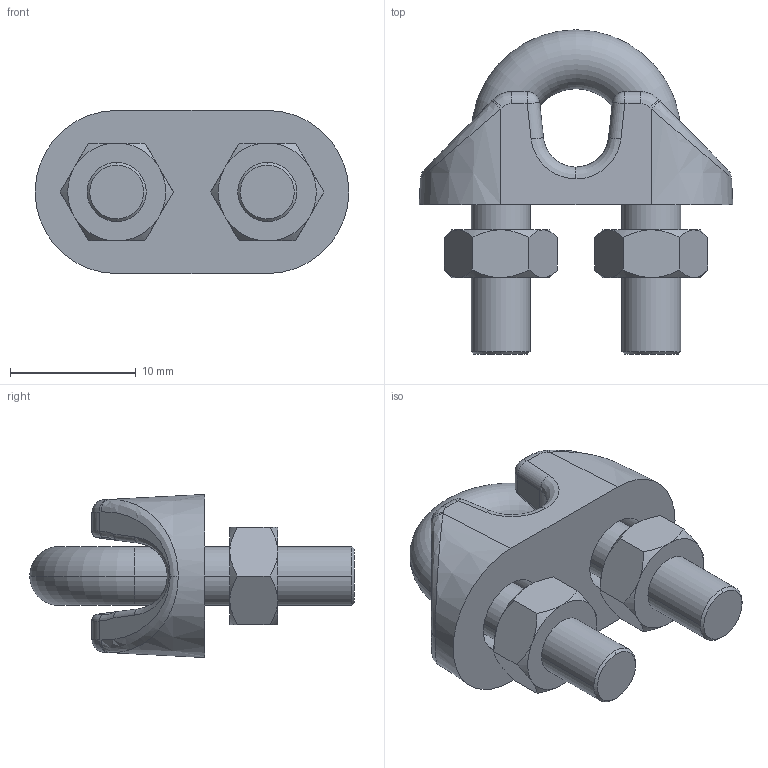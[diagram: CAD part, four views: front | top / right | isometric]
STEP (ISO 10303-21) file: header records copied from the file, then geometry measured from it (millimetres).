
FILE_DESCRIPTION (( 'STEP AP203' ), '1' );
FILE_NAME ('T38101.STEP', '2018-07-23T07:11:49', ( '' ), ( '' ), 'SwSTEP 2.0', 'SolidWorks 2016', '' );
FILE_SCHEMA (( 'CONFIG_CONTROL_DESIGN' ));
Length unit declared in the file: millimetre
Products named in the file (1): T38101
Bounding box: 25 x 25.85 x 13 mm (x, y, z)
Volume: 2371.4 mm3; surface area: 2141.1 mm2
Topology: 2 solids, 2 shells, 159 faces, 402 edges, 241 vertices
Faces by surface type: cylinder 50, plane 39, bspline 34, cone 30, sphere 4, torus 2
Entity records: 6049 total; most frequent: CARTESIAN_POINT 2601, ORIENTED_EDGE 788, DIRECTION 618, EDGE_CURVE 394, AXIS2_PLACEMENT_3D 242, VERTEX_POINT 241, EDGE_LOOP 165, ADVANCED_FACE 159
